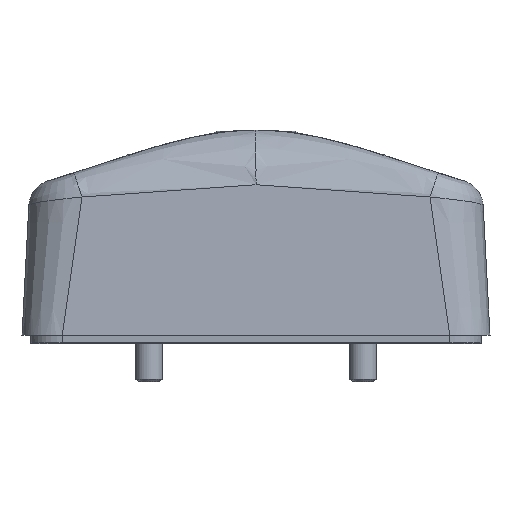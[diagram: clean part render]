
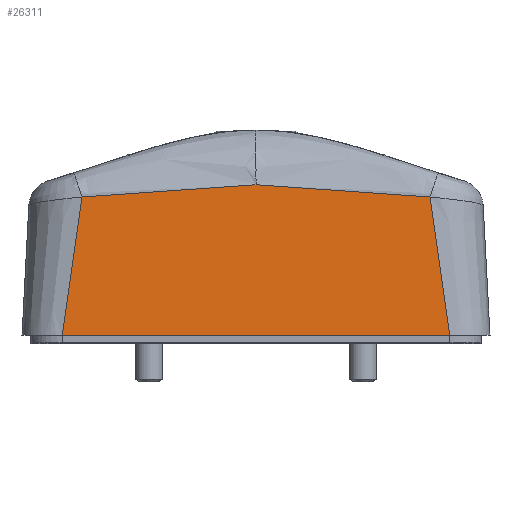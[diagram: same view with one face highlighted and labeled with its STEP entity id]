
A CAD part, left-side view. The second image highlights one B-rep face of the part: STEP entity #26311.
In plain terms, the highlighted planar face has unit normal (-0.999, 0, 0.052).
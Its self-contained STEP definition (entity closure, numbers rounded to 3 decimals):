
#4144=CARTESIAN_POINT('',(-84.,28.98,-20.));
#4145=VERTEX_POINT('',#4144);
#4212=CARTESIAN_POINT('',(-84.,-28.98,-20.));
#4213=VERTEX_POINT('',#4212);
#4226=CARTESIAN_POINT('',(-84.,-28.98,-20.));
#4227=DIRECTION('',(0.0,1.0,0.0));
#4228=VECTOR('',#4227,57.96);
#4229=LINE('',#4226,#4228);
#4230=EDGE_CURVE('',#4213,#4145,#4229,.T.);
#25862=CARTESIAN_POINT('',(-82.917,-26.037,0.662));
#25863=VERTEX_POINT('',#25862);
#25864=CARTESIAN_POINT('',(-82.917,-26.037,0.662));
#25865=DIRECTION('',(-0.052,-0.141,-0.989));
#25866=VECTOR('',#25865,20.898);
#25867=LINE('',#25864,#25866);
#25868=EDGE_CURVE('',#25863,#4213,#25867,.T.);
#26122=CARTESIAN_POINT('',(-82.821,0.,2.5));
#26123=VERTEX_POINT('',#26122);
#26124=CARTESIAN_POINT('',(-82.917,-26.037,0.662));
#26125=CARTESIAN_POINT('',(-82.917,-25.982,0.667));
#26126=CARTESIAN_POINT('',(-82.916,-25.813,0.683));
#26127=CARTESIAN_POINT('',(-82.914,-25.464,0.716));
#26128=CARTESIAN_POINT('',(-82.911,-24.786,0.781));
#26129=CARTESIAN_POINT('',(-82.904,-23.365,0.921));
#26130=CARTESIAN_POINT('',(-82.887,-20.074,1.246));
#26131=CARTESIAN_POINT('',(-82.858,-14.387,1.782));
#26132=CARTESIAN_POINT('',(-82.834,-8.173,2.24));
#26133=CARTESIAN_POINT('',(-82.823,-3.36,2.458));
#26134=CARTESIAN_POINT('',(-82.821,-1.085,2.5));
#26135=CARTESIAN_POINT('',(-82.821,0.,2.5));
#26136=B_SPLINE_CURVE_WITH_KNOTS('',3,(#26124,#26125,#26126,#26127,#26128,#26129,#26130,#26131,#26132,#26133,#26134,#26135),.UNSPECIFIED.,.F.,.U.,(4,1,1,1,1,1,1,1,1,4),(0.0,0.01,0.031,0.063,0.125,0.25,0.5,0.75,0.875,1.0),.UNSPECIFIED.);
#26137=EDGE_CURVE('',#25863,#26123,#26136,.T.);
#26266=CARTESIAN_POINT('',(-82.917,26.037,0.662));
#26267=VERTEX_POINT('',#26266);
#26275=CARTESIAN_POINT('',(-82.917,26.037,0.662));
#26276=CARTESIAN_POINT('',(-82.917,25.982,0.667));
#26277=CARTESIAN_POINT('',(-82.916,25.813,0.683));
#26278=CARTESIAN_POINT('',(-82.914,25.464,0.716));
#26279=CARTESIAN_POINT('',(-82.911,24.786,0.781));
#26280=CARTESIAN_POINT('',(-82.904,23.365,0.921));
#26281=CARTESIAN_POINT('',(-82.887,20.074,1.246));
#26282=CARTESIAN_POINT('',(-82.858,14.387,1.782));
#26283=CARTESIAN_POINT('',(-82.834,8.173,2.24));
#26284=CARTESIAN_POINT('',(-82.823,3.36,2.458));
#26285=CARTESIAN_POINT('',(-82.821,1.085,2.5));
#26286=CARTESIAN_POINT('',(-82.821,0.,2.5));
#26287=B_SPLINE_CURVE_WITH_KNOTS('',3,(#26275,#26276,#26277,#26278,#26279,#26280,#26281,#26282,#26283,#26284,#26285,#26286),.UNSPECIFIED.,.F.,.U.,(4,1,1,1,1,1,1,1,1,4),(0.0,0.01,0.031,0.063,0.125,0.25,0.5,0.75,0.875,1.0),.UNSPECIFIED.);
#26288=EDGE_CURVE('',#26267,#26123,#26287,.T.);
#26294=CARTESIAN_POINT('',(-84.059,31.878,-21.125));
#26295=DIRECTION('',(-0.999,0.0,0.052));
#26296=DIRECTION('',(0.052,0.0,0.999));
#26297=AXIS2_PLACEMENT_3D('',#26294,#26295,#26296);
#26298=PLANE('',#26297);
#26299=CARTESIAN_POINT('',(-82.917,26.037,0.662));
#26300=DIRECTION('',(-0.052,0.141,-0.989));
#26301=VECTOR('',#26300,20.898);
#26302=LINE('',#26299,#26301);
#26303=EDGE_CURVE('',#26267,#4145,#26302,.T.);
#26304=ORIENTED_EDGE('',*,*,#26303,.T.);
#26305=ORIENTED_EDGE('',*,*,#4230,.F.);
#26306=ORIENTED_EDGE('',*,*,#25868,.F.);
#26307=ORIENTED_EDGE('',*,*,#26137,.T.);
#26308=ORIENTED_EDGE('',*,*,#26288,.F.);
#26309=EDGE_LOOP('',(#26304,#26305,#26306,#26307,#26308));
#26310=FACE_OUTER_BOUND('',#26309,.T.);
#26311=ADVANCED_FACE('',(#26310),#26298,.T.);
